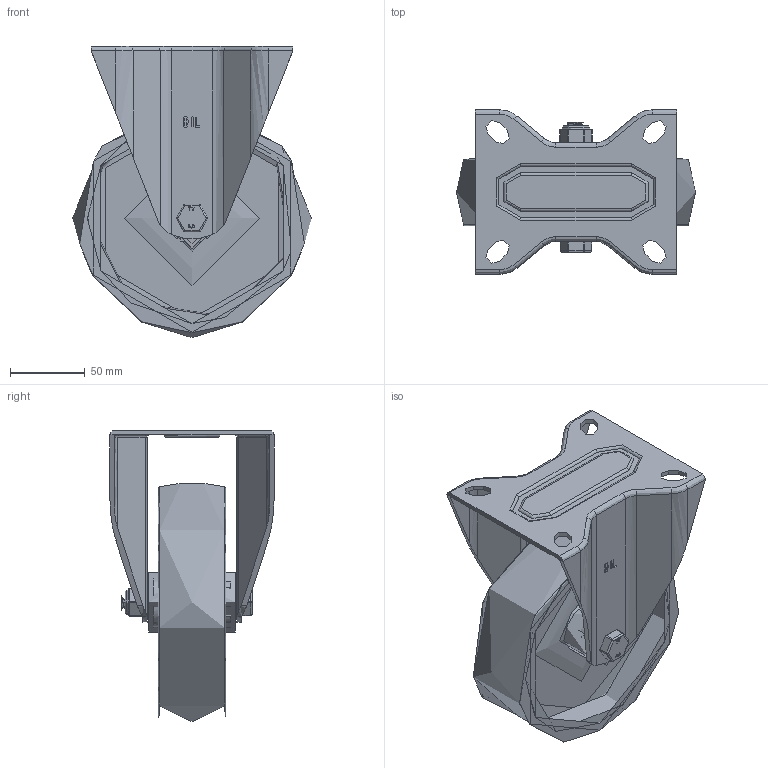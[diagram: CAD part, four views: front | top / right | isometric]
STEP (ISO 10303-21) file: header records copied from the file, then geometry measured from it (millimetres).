
FILE_DESCRIPTION(/* description */ (''),/* implementation_level */ '2;1');
FILE_NAME(/* name */ 'BZMMF160NYB.step',/* time_stamp */ '2024-06-11T14:45:42+01:00',/* author */ (''),/* organization */ (''),/* preprocessor_version */ 'ST-DEVELOPER v20',/* originating_system */ 'Autodesk Translation Framework v13.14.0.145',/* authorisation */ '');
FILE_SCHEMA (('AUTOMOTIVE_DESIGN { 1 0 10303 214 3 1 1 }'));
Length unit declared in the file: millimetre
Products named in the file (19): BZMMF160NYB; BZMMF150AS v1; BZMMF150AS; ZINC PLATED, PRESSED STEEL BRACKET; BZH160WNYRB v1; NYLON WHEEL; NYLON WHEEL Geometry; CAPS; ROLLER BEARING; CAGE; RIBS; TUBEM20X60 v1; ZINC PLATED STEEL TUBE; HEXBOLTM12X80Z8.8 v2; GRADE 8.8 ZINC PLATED BOLT; NYLOCM12Z v1; NYLOC NUT; NUT; RUBBER
Assembly tree (18 placements, depth 4):
  BZMMF160NYB
    BZMMF150AS v1
      BZMMF150AS
      ZINC PLATED, PRESSED STEEL BRACKET
    BZH160WNYRB v1
      NYLON WHEEL
        NYLON WHEEL Geometry
        CAPS
      ROLLER BEARING
        CAGE
        RIBS
    TUBEM20X60 v1
      ZINC PLATED STEEL TUBE
    HEXBOLTM12X80Z8.8 v2
      GRADE 8.8 ZINC PLATED BOLT
    NYLOCM12Z v1
      NYLOC NUT
        NUT
        RUBBER
Bounding box: 160 x 110 x 195 mm (x, y, z)
Volume: 530931.2 mm3; surface area: 192810.5 mm2
Topology: 16 solids, 16 shells, 474 faces, 1182 edges, 749 vertices
Faces by surface type: plane 197, cylinder 171, bspline 51, torus 35, sphere 18, cone 2
Full cylindrical faces by diameter (mm): 7.5 x8, 9.836 x18, 11.834 x18, 12 x3, 12.25 x2, 12.5 x1, 14 x2, 18 x1, 18.5 x1, 19.9 x1, 20 x1, 20.2 x2, 34 x3, 40 x2
Entity records: 20050 total; most frequent: CARTESIAN_POINT 8380, ORIENTED_EDGE 2364, DIRECTION 2299, EDGE_CURVE 1182, AXIS2_PLACEMENT_3D 852, VERTEX_POINT 749, LINE 595, VECTOR 595
